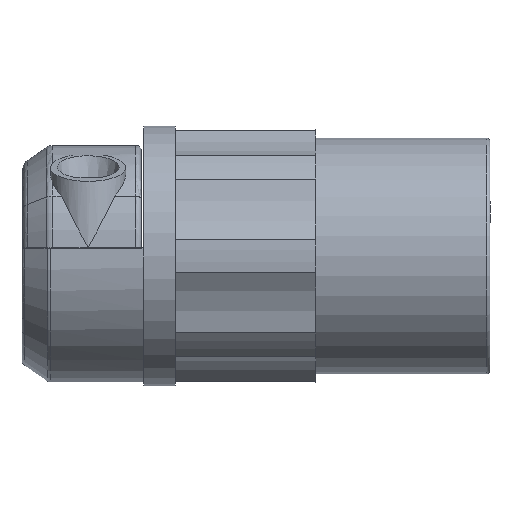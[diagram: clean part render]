
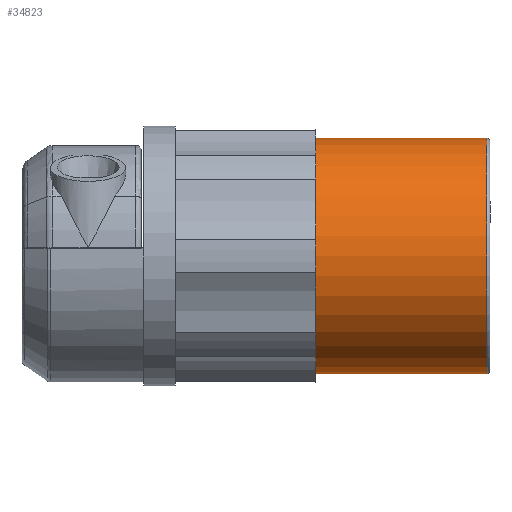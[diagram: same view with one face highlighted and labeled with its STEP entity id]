
A CAD part, front view. The second image highlights one B-rep face of the part: STEP entity #34823.
In plain terms, the highlighted cylindrical face has radius 17.653 mm (diameter 35.306 mm), a full revolution.
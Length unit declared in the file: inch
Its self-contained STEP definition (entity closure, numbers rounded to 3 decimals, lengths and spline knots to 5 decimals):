
#701 = VERTEX_POINT ( 'NONE', #31174 ) ;
#1597 = FACE_OUTER_BOUND ( 'NONE', #3304, .T. ) ;
#3304 = EDGE_LOOP ( 'NONE', ( #38233 ) ) ;
#4194 = CARTESIAN_POINT ( 'NONE',  ( -0.02, 0., 0. ) ) ;
#5649 = CYLINDRICAL_SURFACE ( 'NONE', #27981, 0.695 ) ;
#5752 = DIRECTION ( 'NONE',  ( -1., 0., 0. ) ) ;
#8633 = DIRECTION ( 'NONE',  ( 1., 0., 0. ) ) ;
#12012 = CARTESIAN_POINT ( 'NONE',  ( -0.02, 0., 0. ) ) ;
#13180 = CIRCLE ( 'NONE', #38649, 0.695 ) ;
#14081 = VERTEX_POINT ( 'NONE', #21859 ) ;
#19770 = FACE_OUTER_BOUND ( 'NONE', #25959, .T. ) ;
#19951 = EDGE_CURVE ( 'NONE', #14081, #14081, #13180, .T. ) ;
#21859 = CARTESIAN_POINT ( 'NONE',  ( -1.027, 0.695, 0. ) ) ;
#22214 = CARTESIAN_POINT ( 'NONE',  ( -1.027, 0., 0. ) ) ;
#22515 = DIRECTION ( 'NONE',  ( 0., 1., 0. ) ) ;
#23228 = AXIS2_PLACEMENT_3D ( 'NONE', #4194, #5752, #33740 ) ;
#25959 = EDGE_LOOP ( 'NONE', ( #44002 ) ) ;
#26057 = DIRECTION ( 'NONE',  ( 0., 1., 0. ) ) ;
#27981 = AXIS2_PLACEMENT_3D ( 'NONE', #12012, #8633, #22515 ) ;
#28251 = EDGE_CURVE ( 'NONE', #701, #701, #42837, .T. ) ;
#31174 = CARTESIAN_POINT ( 'NONE',  ( -0.02, -0.695, 0. ) ) ;
#33740 = DIRECTION ( 'NONE',  ( 0., -1., 0. ) ) ;
#34823 = ADVANCED_FACE ( 'NONE', ( #1597, #19770 ), #5649, .T. ) ;
#36939 = DIRECTION ( 'NONE',  ( 1., 0., 0. ) ) ;
#38233 = ORIENTED_EDGE ( 'NONE', *, *, #28251, .T. ) ;
#38649 = AXIS2_PLACEMENT_3D ( 'NONE', #22214, #36939, #26057 ) ;
#42837 = CIRCLE ( 'NONE', #23228, 0.695 ) ;
#44002 = ORIENTED_EDGE ( 'NONE', *, *, #19951, .T. ) ;
